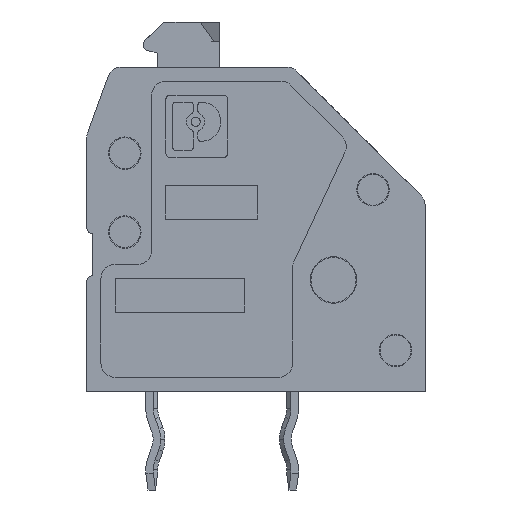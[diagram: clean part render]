
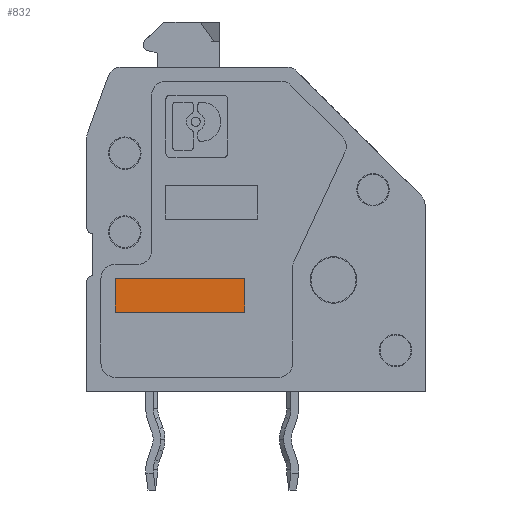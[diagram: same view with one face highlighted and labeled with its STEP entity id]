
A CAD part, left-side view. The second image highlights one B-rep face of the part: STEP entity #832.
In plain terms, the highlighted planar face has unit normal (-1, 0, 0).
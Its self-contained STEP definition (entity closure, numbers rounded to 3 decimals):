
#832=ADVANCED_FACE('',(#3639),#3640,.T.);
#3639=FACE_OUTER_BOUND('',#8298,.T.);
#3640=PLANE('',#8299);
#8298=EDGE_LOOP('',(#16237,#16238,#16239,#16240));
#8299=AXIS2_PLACEMENT_3D('',#16241,#16242,#16243);
#16237=ORIENTED_EDGE('',*,*,#31718,.T.);
#16238=ORIENTED_EDGE('',*,*,#31719,.T.);
#16239=ORIENTED_EDGE('',*,*,#31720,.T.);
#16240=ORIENTED_EDGE('',*,*,#31721,.T.);
#16241=CARTESIAN_POINT('',(-1.43,8.1,5.75));
#16242=DIRECTION('',(-1.0,0.0,0.0));
#16243=DIRECTION('',(0.0,0.0,1.0));
#31718=EDGE_CURVE('',#38470,#38471,#38472,.F.);
#31719=EDGE_CURVE('',#38471,#38473,#38474,.F.);
#31720=EDGE_CURVE('',#38473,#38475,#38476,.F.);
#31721=EDGE_CURVE('',#38475,#38470,#38477,.F.);
#38470=VERTEX_POINT('',#49214);
#38471=VERTEX_POINT('',#49215);
#38472=LINE('',#49216,#49217);
#38473=VERTEX_POINT('',#49218);
#38474=LINE('',#49219,#49220);
#38475=VERTEX_POINT('',#49221);
#38476=LINE('',#49222,#49223);
#38477=LINE('',#49224,#49225);
#49214=CARTESIAN_POINT('',(-1.43,11.,4.));
#49215=CARTESIAN_POINT('',(-1.43,11.,2.81));
#49216=CARTESIAN_POINT('',(-1.43,11.,4.28));
#49217=VECTOR('',#64744,1.0);
#49218=CARTESIAN_POINT('',(-1.43,6.408,2.81));
#49219=CARTESIAN_POINT('',(-1.43,7.254,2.81));
#49220=VECTOR('',#64745,1.0);
#49221=CARTESIAN_POINT('',(-1.43,6.408,4.));
#49222=CARTESIAN_POINT('',(-1.43,6.408,4.875));
#49223=VECTOR('',#64746,1.0);
#49224=CARTESIAN_POINT('',(-1.43,9.55,4.));
#49225=VECTOR('',#64747,1.0);
#64744=DIRECTION('',(0.0,0.0,1.0));
#64745=DIRECTION('',(0.0,1.0,0.0));
#64746=DIRECTION('',(0.0,0.0,-1.0));
#64747=DIRECTION('',(0.0,-1.0,0.0));
